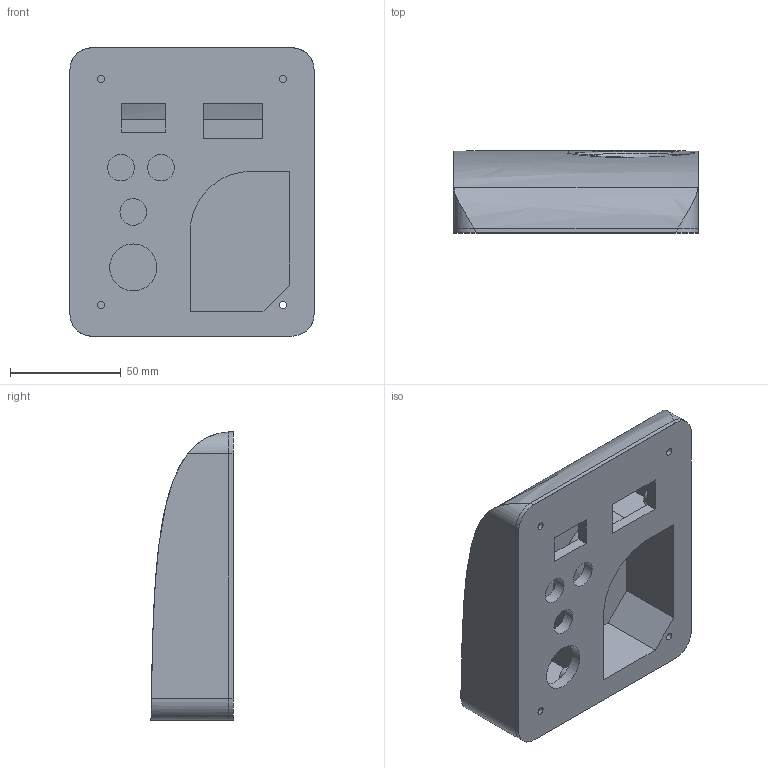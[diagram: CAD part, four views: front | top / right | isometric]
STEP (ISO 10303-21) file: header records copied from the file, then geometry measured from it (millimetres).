
FILE_DESCRIPTION(/* description */ (''),/* implementation_level */ '2;1');
FILE_NAME(/* name */ 'eStop1.step',/* time_stamp */ '2022-01-28T12:05:36+01:00',/* author */ (''),/* organization */ (''),/* preprocessor_version */ 'ST-DEVELOPER v18.1',/* originating_system */ 'Autodesk Translation Framework v10.13.0.1454',/* authorisation */ '');
FILE_SCHEMA (('AUTOMOTIVE_DESIGN { 1 0 10303 214 3 1 1 }'));
Length unit declared in the file: millimetre
Products named in the file (1): eStop1
Bounding box: 110 x 37 x 130 mm (x, y, z)
Volume: 235153 mm3; surface area: 88389.9 mm2
Topology: 2 solids, 2 shells, 158 faces, 384 edges, 255 vertices
Faces by surface type: plane 99, cylinder 50, bspline 8, cone 1
Full cylindrical faces by diameter (mm): 3.3 x4, 6 x16, 12 x3, 21.2 x1, 21.5 x1
Entity records: 5256 total; most frequent: CARTESIAN_POINT 1456, ORIENTED_EDGE 768, DIRECTION 750, EDGE_CURVE 384, LINE 258, VECTOR 258, VERTEX_POINT 255, AXIS2_PLACEMENT_3D 246
